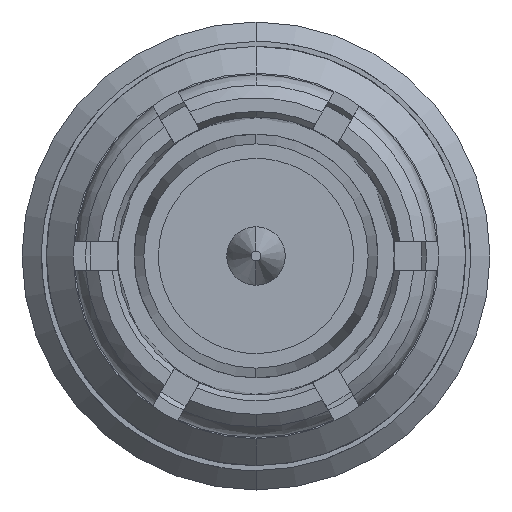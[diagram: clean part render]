
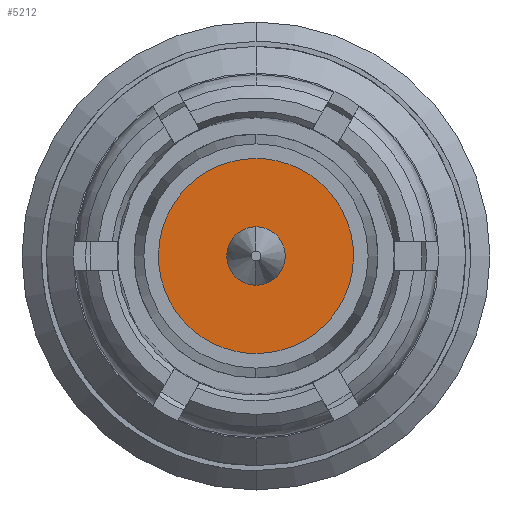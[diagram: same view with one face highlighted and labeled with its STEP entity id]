
A CAD part, left-side view. The second image highlights one B-rep face of the part: STEP entity #5212.
In plain terms, the highlighted planar face has unit normal (-1, 0, 0).
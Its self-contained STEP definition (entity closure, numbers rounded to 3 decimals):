
#1 = ORIENTED_EDGE ( 'NONE', *, *, #3073, .T. ) ;
#35 = CARTESIAN_POINT ( 'NONE',  ( -6.278, -0.801, 0.613 ) ) ;
#101 = CARTESIAN_POINT ( 'NONE',  ( -6.278, -0.874, -0.503 ) ) ;
#170 = CARTESIAN_POINT ( 'NONE',  ( -6.278, -0.132, -1. ) ) ;
#465 = DIRECTION ( 'NONE',  ( 0., 0., 1. ) ) ;
#533 = CIRCLE ( 'NONE', #2161, 0.3 ) ;
#588 = CARTESIAN_POINT ( 'NONE',  ( -6.278, -0.874, 0.503 ) ) ;
#722 = CARTESIAN_POINT ( 'NONE',  ( -6.278, 0.974, -0.261 ) ) ;
#755 = CARTESIAN_POINT ( 'NONE',  ( -6.278, 0.801, -0.613 ) ) ;
#956 = CARTESIAN_POINT ( 'NONE',  ( -6.278, 0., -1. ) ) ;
#1129 = CARTESIAN_POINT ( 'NONE',  ( -6.278, -0.974, 0.261 ) ) ;
#1198 = EDGE_CURVE ( 'NONE', #7274, #3727, #3000, .T. ) ;
#1453 = CARTESIAN_POINT ( 'NONE',  ( -6.278, 0.521, -0.893 ) ) ;
#1791 = CARTESIAN_POINT ( 'NONE',  ( -6.278, -0.521, 0.893 ) ) ;
#1823 = CARTESIAN_POINT ( 'NONE',  ( -6.278, 0.615, 0.799 ) ) ;
#1892 = CARTESIAN_POINT ( 'NONE',  ( -6.278, 0., -1. ) ) ;
#1924 = CARTESIAN_POINT ( 'NONE',  ( -6.278, 1., 0.131 ) ) ;
#1962 = EDGE_LOOP ( 'NONE', ( #3252, #1 ) ) ;
#1963 = EDGE_CURVE ( 'NONE', #3727, #7274, #533, .T. ) ;
#2161 = AXIS2_PLACEMENT_3D ( 'NONE', #4273, #5462, #2721 ) ;
#2225 = EDGE_CURVE ( 'NONE', #4223, #5993, #4335, .T. ) ;
#2273 = CARTESIAN_POINT ( 'NONE',  ( -6.278, 0., 1. ) ) ;
#2376 = CARTESIAN_POINT ( 'NONE',  ( -6.278, 0.262, 0.974 ) ) ;
#2378 = CARTESIAN_POINT ( 'NONE',  ( -6.278, 0., -1. ) ) ;
#2412 = CARTESIAN_POINT ( 'NONE',  ( -6.278, -0.615, -0.799 ) ) ;
#2460 = CARTESIAN_POINT ( 'NONE',  ( -6.278, 0., 1. ) ) ;
#2482 = CARTESIAN_POINT ( 'NONE',  ( -6.278, 0., 0.3 ) ) ;
#2553 = CARTESIAN_POINT ( 'NONE',  ( -6.278, 1., -0.13 ) ) ;
#2721 = DIRECTION ( 'NONE',  ( 0., 0., 1. ) ) ;
#2753 = DIRECTION ( 'NONE',  ( 0., 0., 1. ) ) ;
#2762 = AXIS2_PLACEMENT_3D ( 'NONE', #5516, #4251, #465 ) ;
#2788 = ORIENTED_EDGE ( 'NONE', *, *, #1963, .F. ) ;
#2793 = FACE_OUTER_BOUND ( 'NONE', #1962, .T. ) ;
#2832 = FACE_BOUND ( 'NONE', #3448, .T. ) ;
#3000 = CIRCLE ( 'NONE', #2762, 0.3 ) ;
#3073 = EDGE_CURVE ( 'NONE', #5993, #4223, #6377, .T. ) ;
#3252 = ORIENTED_EDGE ( 'NONE', *, *, #2225, .T. ) ;
#3448 = EDGE_LOOP ( 'NONE', ( #2788, #5004 ) ) ;
#3727 = VERTEX_POINT ( 'NONE', #3810 ) ;
#3810 = CARTESIAN_POINT ( 'NONE',  ( -6.278, 0., -0.3 ) ) ;
#4010 = AXIS2_PLACEMENT_3D ( 'NONE', #4495, #6788, #2753 ) ;
#4036 = CARTESIAN_POINT ( 'NONE',  ( -6.278, -0.264, 1. ) ) ;
#4180 = CARTESIAN_POINT ( 'NONE',  ( -6.278, 0.264, -1. ) ) ;
#4214 = CARTESIAN_POINT ( 'NONE',  ( -6.278, 0.874, 0.503 ) ) ;
#4223 = VERTEX_POINT ( 'NONE', #2460 ) ;
#4248 = CARTESIAN_POINT ( 'NONE',  ( -6.278, 0.799, 0.615 ) ) ;
#4251 = DIRECTION ( 'NONE',  ( -1., 0., 0. ) ) ;
#4273 = CARTESIAN_POINT ( 'NONE',  ( -6.278, 0., 0. ) ) ;
#4335 = B_SPLINE_CURVE_WITH_KNOTS ( 'NONE', 3,
 ( #4521, #5744, #2376, #6882, #1823, #4248, #4214, #7063, #1924, #2553, #722, #6509, #755, #1453, #4180, #1892 ),
 .UNSPECIFIED., .F., .F.,
 ( 4, 2, 2, 2, 2, 2, 2, 4 ),
 ( 0., 0., 0.001, 0.001, 0.002, 0.002, 0.002, 0.003 ),
 .UNSPECIFIED. ) ;
#4495 = CARTESIAN_POINT ( 'NONE',  ( -6.278, -1.012, -1.012 ) ) ;
#4521 = CARTESIAN_POINT ( 'NONE',  ( -6.278, 0., 1. ) ) ;
#4631 = CARTESIAN_POINT ( 'NONE',  ( -6.278, -0.799, -0.615 ) ) ;
#4939 = PLANE ( 'NONE',  #4010 ) ;
#5004 = ORIENTED_EDGE ( 'NONE', *, *, #1198, .F. ) ;
#5212 = ADVANCED_FACE ( 'NONE', ( #2832, #2793 ), #4939, .T. ) ;
#5462 = DIRECTION ( 'NONE',  ( -1., 0., 0. ) ) ;
#5516 = CARTESIAN_POINT ( 'NONE',  ( -6.278, 0., 0. ) ) ;
#5675 = CARTESIAN_POINT ( 'NONE',  ( -6.278, -0.262, -0.974 ) ) ;
#5744 = CARTESIAN_POINT ( 'NONE',  ( -6.278, 0.132, 1. ) ) ;
#5993 = VERTEX_POINT ( 'NONE', #956 ) ;
#6187 = CARTESIAN_POINT ( 'NONE',  ( -6.278, -1., 0.13 ) ) ;
#6222 = CARTESIAN_POINT ( 'NONE',  ( -6.278, -0.504, -0.874 ) ) ;
#6377 = B_SPLINE_CURVE_WITH_KNOTS ( 'NONE', 3,
 ( #2378, #170, #5675, #6222, #2412, #4631, #101, #6883, #6850, #6187, #1129, #588, #35, #1791, #4036, #2273 ),
 .UNSPECIFIED., .F., .F.,
 ( 4, 2, 2, 2, 2, 2, 2, 4 ),
 ( 0., 0., 0.001, 0.001, 0.002, 0.002, 0.002, 0.003 ),
 .UNSPECIFIED. ) ;
#6509 = CARTESIAN_POINT ( 'NONE',  ( -6.278, 0.874, -0.503 ) ) ;
#6788 = DIRECTION ( 'NONE',  ( -1., 0., 0. ) ) ;
#6850 = CARTESIAN_POINT ( 'NONE',  ( -6.278, -1., -0.131 ) ) ;
#6882 = CARTESIAN_POINT ( 'NONE',  ( -6.278, 0.504, 0.874 ) ) ;
#6883 = CARTESIAN_POINT ( 'NONE',  ( -6.278, -0.974, -0.263 ) ) ;
#7063 = CARTESIAN_POINT ( 'NONE',  ( -6.278, 0.974, 0.263 ) ) ;
#7274 = VERTEX_POINT ( 'NONE', #2482 ) ;
